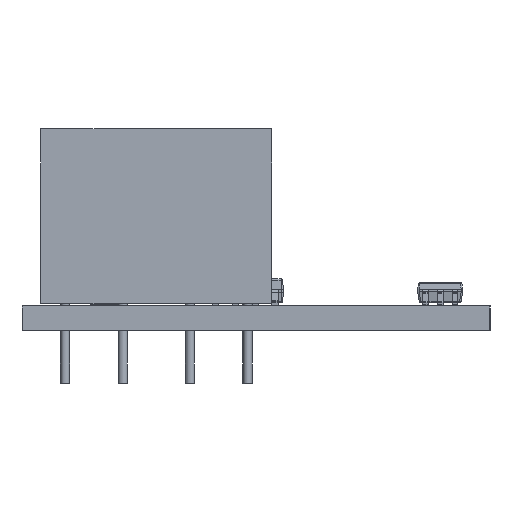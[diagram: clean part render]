
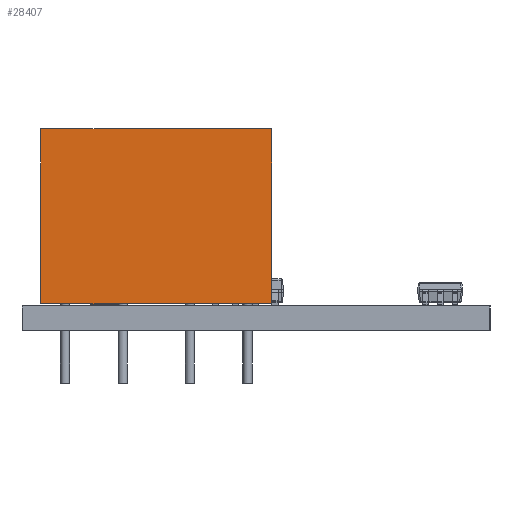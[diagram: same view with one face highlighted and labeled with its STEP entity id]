
A CAD part, left-side view. The second image highlights one B-rep face of the part: STEP entity #28407.
In plain terms, the highlighted face is planar.
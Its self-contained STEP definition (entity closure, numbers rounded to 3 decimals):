
#28238 = PLANE('',#28239);
#28239 = AXIS2_PLACEMENT_3D('',#28240,#28241,#28242);
#28240 = CARTESIAN_POINT('',(-1.55,-2.4,0.1));
#28241 = DIRECTION('',(-1.,0.,0.));
#28242 = DIRECTION('',(0.,1.,0.));
#28266 = PLANE('',#28267);
#28267 = AXIS2_PLACEMENT_3D('',#28268,#28269,#28270);
#28268 = CARTESIAN_POINT('',(5.85,0.,11.3));
#28269 = DIRECTION('',(0.,0.,-1.));
#28270 = DIRECTION('',(-1.,0.,0.));
#28294 = PLANE('',#28295);
#28295 = AXIS2_PLACEMENT_3D('',#28296,#28297,#28298);
#28296 = CARTESIAN_POINT('',(13.25,2.4,0.1));
#28297 = DIRECTION('',(1.,0.,0.));
#28298 = DIRECTION('',(0.,-1.,0.));
#28320 = PLANE('',#28321);
#28321 = AXIS2_PLACEMENT_3D('',#28322,#28323,#28324);
#28322 = CARTESIAN_POINT('',(5.85,0.,0.1));
#28323 = DIRECTION('',(0.,0.,-1.));
#28324 = DIRECTION('',(-1.,0.,0.));
#28337 = VERTEX_POINT('',#28338);
#28338 = CARTESIAN_POINT('',(13.25,-2.4,11.3));
#28359 = EDGE_CURVE('',#28360,#28337,#28362,.T.);
#28360 = VERTEX_POINT('',#28361);
#28361 = CARTESIAN_POINT('',(13.25,-2.4,0.1));
#28362 = SURFACE_CURVE('',#28363,(#28367,#28374),.PCURVE_S1.);
#28363 = LINE('',#28364,#28365);
#28364 = CARTESIAN_POINT('',(13.25,-2.4,0.1));
#28365 = VECTOR('',#28366,1.);
#28366 = DIRECTION('',(0.,0.,1.));
#28367 = PCURVE('',#28294,#28368);
#28368 = DEFINITIONAL_REPRESENTATION('',(#28369),#28373);
#28369 = LINE('',#28370,#28371);
#28370 = CARTESIAN_POINT('',(4.8,0.));
#28371 = VECTOR('',#28372,1.);
#28372 = DIRECTION('',(0.,-1.));
#28373 = ( GEOMETRIC_REPRESENTATION_CONTEXT(2) 
PARAMETRIC_REPRESENTATION_CONTEXT() REPRESENTATION_CONTEXT('2D SPACE',''
  ) );
#28374 = PCURVE('',#28375,#28380);
#28375 = PLANE('',#28376);
#28376 = AXIS2_PLACEMENT_3D('',#28377,#28378,#28379);
#28377 = CARTESIAN_POINT('',(13.25,-2.4,0.1));
#28378 = DIRECTION('',(0.,-1.,0.));
#28379 = DIRECTION('',(-1.,0.,0.));
#28380 = DEFINITIONAL_REPRESENTATION('',(#28381),#28385);
#28381 = LINE('',#28382,#28383);
#28382 = CARTESIAN_POINT('',(0.,-0.));
#28383 = VECTOR('',#28384,1.);
#28384 = DIRECTION('',(0.,-1.));
#28385 = ( GEOMETRIC_REPRESENTATION_CONTEXT(2) 
PARAMETRIC_REPRESENTATION_CONTEXT() REPRESENTATION_CONTEXT('2D SPACE',''
  ) );
#28407 = ADVANCED_FACE('',(#28408),#28375,.T.);
#28408 = FACE_BOUND('',#28409,.T.);
#28409 = EDGE_LOOP('',(#28410,#28411,#28434,#28457));
#28410 = ORIENTED_EDGE('',*,*,#28359,.T.);
#28411 = ORIENTED_EDGE('',*,*,#28412,.T.);
#28412 = EDGE_CURVE('',#28337,#28413,#28415,.T.);
#28413 = VERTEX_POINT('',#28414);
#28414 = CARTESIAN_POINT('',(-1.55,-2.4,11.3));
#28415 = SURFACE_CURVE('',#28416,(#28420,#28427),.PCURVE_S1.);
#28416 = LINE('',#28417,#28418);
#28417 = CARTESIAN_POINT('',(13.25,-2.4,11.3));
#28418 = VECTOR('',#28419,1.);
#28419 = DIRECTION('',(-1.,0.,0.));
#28420 = PCURVE('',#28375,#28421);
#28421 = DEFINITIONAL_REPRESENTATION('',(#28422),#28426);
#28422 = LINE('',#28423,#28424);
#28423 = CARTESIAN_POINT('',(0.,-11.2));
#28424 = VECTOR('',#28425,1.);
#28425 = DIRECTION('',(1.,0.));
#28426 = ( GEOMETRIC_REPRESENTATION_CONTEXT(2) 
PARAMETRIC_REPRESENTATION_CONTEXT() REPRESENTATION_CONTEXT('2D SPACE',''
  ) );
#28427 = PCURVE('',#28266,#28428);
#28428 = DEFINITIONAL_REPRESENTATION('',(#28429),#28433);
#28429 = LINE('',#28430,#28431);
#28430 = CARTESIAN_POINT('',(-7.4,-2.4));
#28431 = VECTOR('',#28432,1.);
#28432 = DIRECTION('',(1.,0.));
#28433 = ( GEOMETRIC_REPRESENTATION_CONTEXT(2) 
PARAMETRIC_REPRESENTATION_CONTEXT() REPRESENTATION_CONTEXT('2D SPACE',''
  ) );
#28434 = ORIENTED_EDGE('',*,*,#28435,.F.);
#28435 = EDGE_CURVE('',#28436,#28413,#28438,.T.);
#28436 = VERTEX_POINT('',#28437);
#28437 = CARTESIAN_POINT('',(-1.55,-2.4,0.1));
#28438 = SURFACE_CURVE('',#28439,(#28443,#28450),.PCURVE_S1.);
#28439 = LINE('',#28440,#28441);
#28440 = CARTESIAN_POINT('',(-1.55,-2.4,0.1));
#28441 = VECTOR('',#28442,1.);
#28442 = DIRECTION('',(0.,0.,1.));
#28443 = PCURVE('',#28375,#28444);
#28444 = DEFINITIONAL_REPRESENTATION('',(#28445),#28449);
#28445 = LINE('',#28446,#28447);
#28446 = CARTESIAN_POINT('',(14.8,0.));
#28447 = VECTOR('',#28448,1.);
#28448 = DIRECTION('',(0.,-1.));
#28449 = ( GEOMETRIC_REPRESENTATION_CONTEXT(2) 
PARAMETRIC_REPRESENTATION_CONTEXT() REPRESENTATION_CONTEXT('2D SPACE',''
  ) );
#28450 = PCURVE('',#28238,#28451);
#28451 = DEFINITIONAL_REPRESENTATION('',(#28452),#28456);
#28452 = LINE('',#28453,#28454);
#28453 = CARTESIAN_POINT('',(0.,0.));
#28454 = VECTOR('',#28455,1.);
#28455 = DIRECTION('',(0.,-1.));
#28456 = ( GEOMETRIC_REPRESENTATION_CONTEXT(2) 
PARAMETRIC_REPRESENTATION_CONTEXT() REPRESENTATION_CONTEXT('2D SPACE',''
  ) );
#28457 = ORIENTED_EDGE('',*,*,#28458,.F.);
#28458 = EDGE_CURVE('',#28360,#28436,#28459,.T.);
#28459 = SURFACE_CURVE('',#28460,(#28464,#28471),.PCURVE_S1.);
#28460 = LINE('',#28461,#28462);
#28461 = CARTESIAN_POINT('',(13.25,-2.4,0.1));
#28462 = VECTOR('',#28463,1.);
#28463 = DIRECTION('',(-1.,0.,0.));
#28464 = PCURVE('',#28375,#28465);
#28465 = DEFINITIONAL_REPRESENTATION('',(#28466),#28470);
#28466 = LINE('',#28467,#28468);
#28467 = CARTESIAN_POINT('',(0.,-0.));
#28468 = VECTOR('',#28469,1.);
#28469 = DIRECTION('',(1.,0.));
#28470 = ( GEOMETRIC_REPRESENTATION_CONTEXT(2) 
PARAMETRIC_REPRESENTATION_CONTEXT() REPRESENTATION_CONTEXT('2D SPACE',''
  ) );
#28471 = PCURVE('',#28320,#28472);
#28472 = DEFINITIONAL_REPRESENTATION('',(#28473),#28477);
#28473 = LINE('',#28474,#28475);
#28474 = CARTESIAN_POINT('',(-7.4,-2.4));
#28475 = VECTOR('',#28476,1.);
#28476 = DIRECTION('',(1.,0.));
#28477 = ( GEOMETRIC_REPRESENTATION_CONTEXT(2) 
PARAMETRIC_REPRESENTATION_CONTEXT() REPRESENTATION_CONTEXT('2D SPACE',''
  ) );
